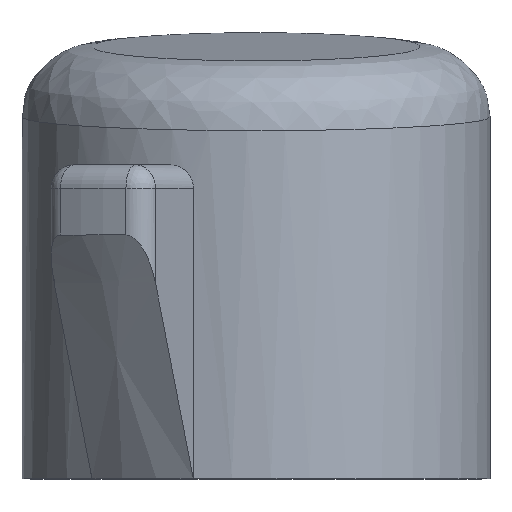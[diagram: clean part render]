
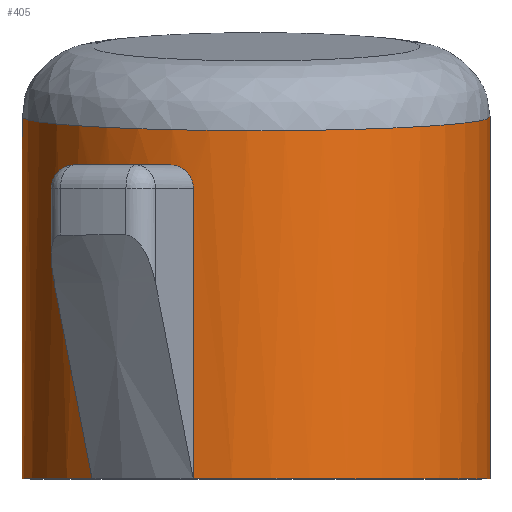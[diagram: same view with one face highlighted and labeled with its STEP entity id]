
A CAD part, top view. The second image highlights one B-rep face of the part: STEP entity #405.
In plain terms, the highlighted cylindrical face has radius 5 mm (diameter 10 mm), a full revolution.
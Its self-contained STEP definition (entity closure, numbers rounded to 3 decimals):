
#31=B_SPLINE_CURVE_WITH_KNOTS('',3,(#717,#718,#719,#720,#721,#722,#723,
#724,#725,#726),.UNSPECIFIED.,.F.,.F.,(4,2,2,2,4),(0.152,0.171,
0.189,0.209,0.228),.UNSPECIFIED.);
#32=B_SPLINE_CURVE_WITH_KNOTS('',3,(#730,#731,#732,#733,#734,#735,#736,
#737,#738,#739),.UNSPECIFIED.,.F.,.F.,(4,2,2,2,4),(0.076,0.095,
0.114,0.133,0.152),.UNSPECIFIED.);
#33=B_SPLINE_CURVE_WITH_KNOTS('',3,(#747,#748,#749,#750,#751,#752,#753,
#754,#755,#756),.UNSPECIFIED.,.F.,.F.,(4,2,2,2,4),(0.152,0.171,
0.189,0.209,0.228),.UNSPECIFIED.);
#34=B_SPLINE_CURVE_WITH_KNOTS('',3,(#760,#761,#762,#763,#764,#765,#766,
#767,#768,#769),.UNSPECIFIED.,.F.,.F.,(4,2,2,2,4),(0.076,0.095,
0.114,0.133,0.152),.UNSPECIFIED.);
#43=LINE('',#711,#64);
#44=LINE('',#715,#65);
#45=LINE('',#741,#66);
#46=LINE('',#745,#67);
#47=LINE('',#771,#68);
#64=VECTOR('',#512,5.);
#65=VECTOR('',#515,10.);
#66=VECTOR('',#518,10.);
#67=VECTOR('',#521,10.);
#68=VECTOR('',#524,10.);
#85=CYLINDRICAL_SURFACE('',#450,5.);
#97=FACE_OUTER_BOUND('',#125,.T.);
#125=EDGE_LOOP('',(#284,#285,#286,#287,#288,#289,#290,#291,#292,#293,#294,
#295,#296,#297,#298,#299,#300));
#152=ELLIPSE('',#447,5.009,5.);
#153=ELLIPSE('',#448,5.009,5.);
#156=CIRCLE('',#451,5.);
#157=CIRCLE('',#452,5.);
#158=CIRCLE('',#453,5.);
#159=CIRCLE('',#454,5.);
#160=CIRCLE('',#455,5.);
#182=VERTEX_POINT('',#703);
#183=VERTEX_POINT('',#705);
#184=VERTEX_POINT('',#710);
#185=VERTEX_POINT('',#712);
#186=VERTEX_POINT('',#714);
#187=VERTEX_POINT('',#716);
#188=VERTEX_POINT('',#727);
#189=VERTEX_POINT('',#729);
#190=VERTEX_POINT('',#740);
#191=VERTEX_POINT('',#742);
#192=VERTEX_POINT('',#744);
#193=VERTEX_POINT('',#746);
#194=VERTEX_POINT('',#757);
#195=VERTEX_POINT('',#759);
#196=VERTEX_POINT('',#770);
#218=EDGE_CURVE('',#182,#183,#152,.T.);
#219=EDGE_CURVE('',#183,#182,#153,.T.);
#221=EDGE_CURVE('',#183,#184,#43,.T.);
#222=EDGE_CURVE('',#184,#185,#156,.T.);
#223=EDGE_CURVE('',#185,#186,#44,.T.);
#224=EDGE_CURVE('',#187,#186,#31,.F.);
#225=EDGE_CURVE('',#188,#187,#157,.T.);
#226=EDGE_CURVE('',#189,#188,#32,.F.);
#227=EDGE_CURVE('',#189,#190,#45,.T.);
#228=EDGE_CURVE('',#190,#191,#158,.T.);
#229=EDGE_CURVE('',#191,#192,#46,.T.);
#230=EDGE_CURVE('',#193,#192,#33,.F.);
#231=EDGE_CURVE('',#194,#193,#159,.T.);
#232=EDGE_CURVE('',#195,#194,#34,.F.);
#233=EDGE_CURVE('',#195,#196,#47,.T.);
#234=EDGE_CURVE('',#196,#184,#160,.T.);
#284=ORIENTED_EDGE('',*,*,#218,.F.);
#285=ORIENTED_EDGE('',*,*,#219,.F.);
#286=ORIENTED_EDGE('',*,*,#221,.T.);
#287=ORIENTED_EDGE('',*,*,#222,.T.);
#288=ORIENTED_EDGE('',*,*,#223,.T.);
#289=ORIENTED_EDGE('',*,*,#224,.F.);
#290=ORIENTED_EDGE('',*,*,#225,.F.);
#291=ORIENTED_EDGE('',*,*,#226,.F.);
#292=ORIENTED_EDGE('',*,*,#227,.T.);
#293=ORIENTED_EDGE('',*,*,#228,.T.);
#294=ORIENTED_EDGE('',*,*,#229,.T.);
#295=ORIENTED_EDGE('',*,*,#230,.F.);
#296=ORIENTED_EDGE('',*,*,#231,.F.);
#297=ORIENTED_EDGE('',*,*,#232,.F.);
#298=ORIENTED_EDGE('',*,*,#233,.T.);
#299=ORIENTED_EDGE('',*,*,#234,.T.);
#300=ORIENTED_EDGE('',*,*,#221,.F.);
#405=ADVANCED_FACE('',(#97),#85,.T.);
#447=AXIS2_PLACEMENT_3D('',#706,#504,#505);
#448=AXIS2_PLACEMENT_3D('',#707,#506,#507);
#450=AXIS2_PLACEMENT_3D('',#709,#510,#511);
#451=AXIS2_PLACEMENT_3D('',#713,#513,#514);
#452=AXIS2_PLACEMENT_3D('',#728,#516,#517);
#453=AXIS2_PLACEMENT_3D('',#743,#519,#520);
#454=AXIS2_PLACEMENT_3D('',#758,#522,#523);
#455=AXIS2_PLACEMENT_3D('',#772,#525,#526);
#504=DIRECTION('center_axis',(0.,0.998,0.061));
#505=DIRECTION('ref_axis',(0.,-0.061,0.998));
#506=DIRECTION('center_axis',(0.,0.998,0.061));
#507=DIRECTION('ref_axis',(0.,-0.061,0.998));
#510=DIRECTION('center_axis',(0.,1.,0.));
#511=DIRECTION('ref_axis',(-1.,0.,0.));
#512=DIRECTION('',(0.,-1.,0.));
#513=DIRECTION('center_axis',(0.,1.,0.));
#514=DIRECTION('ref_axis',(1.,0.,0.));
#515=DIRECTION('',(0.,1.,0.));
#516=DIRECTION('center_axis',(0.,-1.,0.));
#517=DIRECTION('ref_axis',(-1.,0.,0.));
#518=DIRECTION('',(0.,-1.,0.));
#519=DIRECTION('center_axis',(0.,1.,0.));
#520=DIRECTION('ref_axis',(1.,0.,0.));
#521=DIRECTION('',(0.,1.,0.));
#522=DIRECTION('center_axis',(0.,-1.,0.));
#523=DIRECTION('ref_axis',(-1.,0.,0.));
#524=DIRECTION('',(0.,-1.,0.));
#525=DIRECTION('center_axis',(0.,1.,0.));
#526=DIRECTION('ref_axis',(1.,0.,0.));
#703=CARTESIAN_POINT('',(0.,10.043,-5.));
#705=CARTESIAN_POINT('',(5.,9.737,0.));
#706=CARTESIAN_POINT('Origin',(0.,9.737,0.));
#707=CARTESIAN_POINT('Origin',(0.,9.737,0.));
#709=CARTESIAN_POINT('Origin',(0.,8.7,0.));
#710=CARTESIAN_POINT('',(5.,2.,0.));
#711=CARTESIAN_POINT('',(5.,8.7,0.));
#712=CARTESIAN_POINT('',(3.503,2.,-3.568));
#713=CARTESIAN_POINT('Origin',(0.,2.,0.));
#714=CARTESIAN_POINT('',(3.503,8.2,-3.568));
#715=CARTESIAN_POINT('',(3.503,7.2,-3.568));
#716=CARTESIAN_POINT('',(3.121,8.7,-3.906));
#717=CARTESIAN_POINT('Ctrl Pts',(3.503,8.2,-3.568));
#718=CARTESIAN_POINT('Ctrl Pts',(3.503,8.263,-3.568));
#719=CARTESIAN_POINT('Ctrl Pts',(3.494,8.33,-3.577));
#720=CARTESIAN_POINT('Ctrl Pts',(3.456,8.452,-3.613));
#721=CARTESIAN_POINT('Ctrl Pts',(3.428,8.508,-3.64));
#722=CARTESIAN_POINT('Ctrl Pts',(3.362,8.597,-3.702));
#723=CARTESIAN_POINT('Ctrl Pts',(3.319,8.636,-3.74));
#724=CARTESIAN_POINT('Ctrl Pts',(3.224,8.687,-3.823));
#725=CARTESIAN_POINT('Ctrl Pts',(3.171,8.7,-3.866));
#726=CARTESIAN_POINT('Ctrl Pts',(3.121,8.7,-3.906));
#727=CARTESIAN_POINT('',(1.822,8.7,-4.656));
#728=CARTESIAN_POINT('Origin',(0.,8.7,0.));
#729=CARTESIAN_POINT('',(1.338,8.2,-4.818));
#730=CARTESIAN_POINT('Ctrl Pts',(1.822,8.7,-4.656));
#731=CARTESIAN_POINT('Ctrl Pts',(1.763,8.7,-4.679));
#732=CARTESIAN_POINT('Ctrl Pts',(1.699,8.687,-4.703));
#733=CARTESIAN_POINT('Ctrl Pts',(1.58,8.636,-4.744));
#734=CARTESIAN_POINT('Ctrl Pts',(1.525,8.597,-4.762));
#735=CARTESIAN_POINT('Ctrl Pts',(1.439,8.508,-4.789));
#736=CARTESIAN_POINT('Ctrl Pts',(1.401,8.452,-4.8));
#737=CARTESIAN_POINT('Ctrl Pts',(1.351,8.33,-4.814));
#738=CARTESIAN_POINT('Ctrl Pts',(1.338,8.263,-4.818));
#739=CARTESIAN_POINT('Ctrl Pts',(1.338,8.2,-4.818));
#740=CARTESIAN_POINT('',(1.338,2.,-4.818));
#741=CARTESIAN_POINT('',(1.338,8.7,-4.818));
#742=CARTESIAN_POINT('',(-3.503,2.,3.568));
#743=CARTESIAN_POINT('Origin',(0.,2.,0.));
#744=CARTESIAN_POINT('',(-3.503,8.2,3.568));
#745=CARTESIAN_POINT('',(-3.503,7.2,3.568));
#746=CARTESIAN_POINT('',(-3.121,8.7,3.906));
#747=CARTESIAN_POINT('Ctrl Pts',(-3.503,8.2,3.568));
#748=CARTESIAN_POINT('Ctrl Pts',(-3.503,8.263,3.568));
#749=CARTESIAN_POINT('Ctrl Pts',(-3.494,8.33,3.577));
#750=CARTESIAN_POINT('Ctrl Pts',(-3.456,8.452,3.613));
#751=CARTESIAN_POINT('Ctrl Pts',(-3.428,8.508,3.64));
#752=CARTESIAN_POINT('Ctrl Pts',(-3.362,8.597,3.702));
#753=CARTESIAN_POINT('Ctrl Pts',(-3.319,8.636,3.74));
#754=CARTESIAN_POINT('Ctrl Pts',(-3.224,8.687,3.823));
#755=CARTESIAN_POINT('Ctrl Pts',(-3.171,8.7,3.866));
#756=CARTESIAN_POINT('Ctrl Pts',(-3.121,8.7,3.906));
#757=CARTESIAN_POINT('',(-1.822,8.7,4.656));
#758=CARTESIAN_POINT('Origin',(0.,8.7,0.));
#759=CARTESIAN_POINT('',(-1.338,8.2,4.818));
#760=CARTESIAN_POINT('Ctrl Pts',(-1.822,8.7,4.656));
#761=CARTESIAN_POINT('Ctrl Pts',(-1.763,8.7,4.679));
#762=CARTESIAN_POINT('Ctrl Pts',(-1.699,8.687,4.703));
#763=CARTESIAN_POINT('Ctrl Pts',(-1.58,8.636,4.744));
#764=CARTESIAN_POINT('Ctrl Pts',(-1.525,8.597,4.762));
#765=CARTESIAN_POINT('Ctrl Pts',(-1.439,8.508,4.789));
#766=CARTESIAN_POINT('Ctrl Pts',(-1.401,8.452,4.8));
#767=CARTESIAN_POINT('Ctrl Pts',(-1.351,8.33,4.814));
#768=CARTESIAN_POINT('Ctrl Pts',(-1.338,8.263,4.818));
#769=CARTESIAN_POINT('Ctrl Pts',(-1.338,8.2,4.818));
#770=CARTESIAN_POINT('',(-1.338,2.,4.818));
#771=CARTESIAN_POINT('',(-1.338,8.7,4.818));
#772=CARTESIAN_POINT('Origin',(0.,2.,0.));
